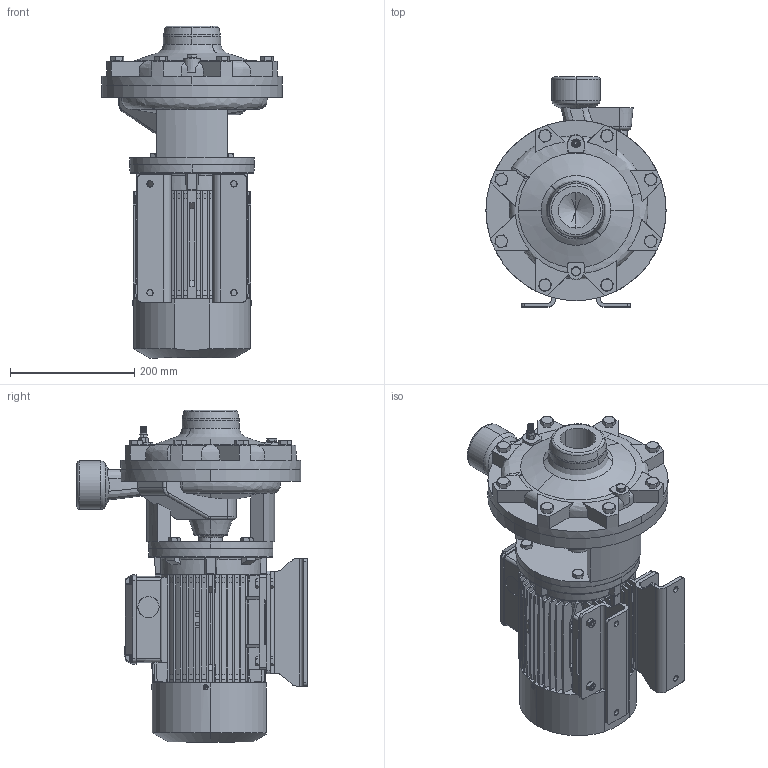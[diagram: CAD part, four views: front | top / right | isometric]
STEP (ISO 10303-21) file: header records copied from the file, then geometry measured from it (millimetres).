
FILE_DESCRIPTION (( 'STEP AP214' ), '1' );
FILE_NAME ('4_93_449_08_REV01.step', '2022-08-04T08:42:12', ( '' ), ( '' ), 'SwSTEP 2.0', 'SolidWorks 2020', '' );
FILE_SCHEMA (( 'AUTOMOTIVE_DESIGN' ));
Length unit declared in the file: millimetre
Products named in the file (2): Copia di 4_93_449_08_REV01^4_93_449_08_REV01; 4_93_449_08_REV01
Assembly tree (1 placements, depth 2):
  4_93_449_08_REV01
    Copia di 4_93_449_08_REV01^4_93_449_08_REV01
Bounding box: 290 x 370 x 534 mm (x, y, z)
Volume: 14843220.1 mm3; surface area: 1312979.6 mm2
Topology: 28 solids, 28 shells, 3582 faces, 9907 edges, 6507 vertices
Faces by surface type: plane 1534, bspline 1309, cylinder 384, cone 337, sphere 14, torus 4
Entity records: 288967 total; most frequent: CARTESIAN_POINT 206016, ORIENTED_EDGE 19788, DIRECTION 12609, EDGE_CURVE 9894, VERTEX_POINT 6507, VECTOR 5771, LINE 5771, EDGE_LOOP 3775
